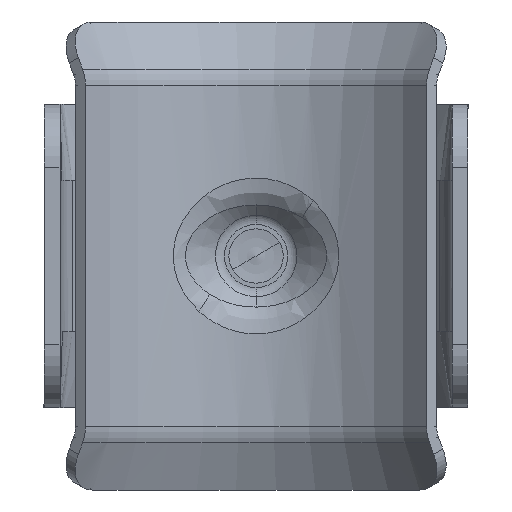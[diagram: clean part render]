
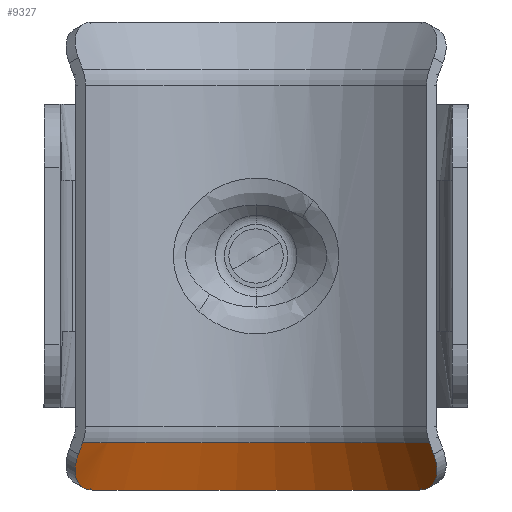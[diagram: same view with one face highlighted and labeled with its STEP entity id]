
A CAD part, front view. The second image highlights one B-rep face of the part: STEP entity #9327.
In plain terms, the highlighted conical face has half-angle 25 degrees and reference radius 17.281 mm.
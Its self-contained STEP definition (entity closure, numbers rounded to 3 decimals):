
#154 = LINE ( 'NONE', #8007, #11487 ) ;
#294 = AXIS2_PLACEMENT_3D ( 'NONE', #8165, #2695, #9010 ) ;
#609 = CARTESIAN_POINT ( 'NONE',  ( 0., -20.25, -14.768 ) ) ;
#705 = CARTESIAN_POINT ( 'NONE',  ( -14.258, -9.178, -16.421 ) ) ;
#736 = CARTESIAN_POINT ( 'NONE',  ( -13.069, -6.428, -18.5 ) ) ;
#764 = EDGE_CURVE ( 'NONE', #7988, #3888, #154, .T. ) ;
#790 = CARTESIAN_POINT ( 'NONE',  ( 13.598, -7.042, -18.36 ) ) ;
#839 = CARTESIAN_POINT ( 'NONE',  ( 14.049, -9.47, -15.684 ) ) ;
#1578 = DIRECTION ( 'NONE',  ( 1., 0., 0. ) ) ;
#1671 = CARTESIAN_POINT ( 'NONE',  ( -14.31, -8.85, -16.944 ) ) ;
#1737 = CARTESIAN_POINT ( 'NONE',  ( 13.069, -6.428, -18.5 ) ) ;
#1777 = CARTESIAN_POINT ( 'NONE',  ( 13.909, -7.523, -18.137 ) ) ;
#1952 = ORIENTED_EDGE ( 'NONE', *, *, #3355, .F. ) ;
#2411 = LINE ( 'NONE', #5770, #4620 ) ;
#2622 = CARTESIAN_POINT ( 'NONE',  ( -14.27, -8.453, -17.414 ) ) ;
#2633 = ORIENTED_EDGE ( 'NONE', *, *, #6415, .T. ) ;
#2677 = CARTESIAN_POINT ( 'NONE',  ( -12.917, -6.287, -18.5 ) ) ;
#2695 = DIRECTION ( 'NONE',  ( 0., 0., 1. ) ) ;
#2711 = CARTESIAN_POINT ( 'NONE',  ( 14.136, -8.003, -17.817 ) ) ;
#3026 = DIRECTION ( 'NONE',  ( -0.335, 0.257, -0.906 ) ) ;
#3149 = CARTESIAN_POINT ( 'NONE',  ( -14.049, -9.47, -15.684 ) ) ;
#3312 = EDGE_CURVE ( 'NONE', #10917, #4340, #10365, .T. ) ;
#3355 = EDGE_CURVE ( 'NONE', #3389, #4340, #9305, .T. ) ;
#3389 = VERTEX_POINT ( 'NONE', #11484 ) ;
#3537 = CARTESIAN_POINT ( 'NONE',  ( -14.119, -9.416, -15.873 ) ) ;
#3576 = CARTESIAN_POINT ( 'NONE',  ( -14.137, -8.004, -17.816 ) ) ;
#3671 = CARTESIAN_POINT ( 'NONE',  ( 14.27, -8.451, -17.416 ) ) ;
#3702 = DIRECTION ( 'NONE',  ( 0., 0., -1. ) ) ;
#3888 = VERTEX_POINT ( 'NONE', #7830 ) ;
#4340 = VERTEX_POINT ( 'NONE', #2677 ) ;
#4361 = EDGE_CURVE ( 'NONE', #3389, #3888, #8156, .T. ) ;
#4452 = CARTESIAN_POINT ( 'NONE',  ( -14.049, -9.47, -15.684 ) ) ;
#4470 = FACE_OUTER_BOUND ( 'NONE', #7693, .T. ) ;
#4495 = CARTESIAN_POINT ( 'NONE',  ( -13.91, -7.524, -18.136 ) ) ;
#4549 = CARTESIAN_POINT ( 'NONE',  ( 12.917, -6.287, -18.5 ) ) ;
#4585 = CARTESIAN_POINT ( 'NONE',  ( 14.31, -8.849, -16.945 ) ) ;
#4620 = VECTOR ( 'NONE', #3026, 1000. ) ;
#4704 = ORIENTED_EDGE ( 'NONE', *, *, #7544, .T. ) ;
#5290 = ORIENTED_EDGE ( 'NONE', *, *, #764, .F. ) ;
#5402 = CARTESIAN_POINT ( 'NONE',  ( -13.599, -7.043, -18.359 ) ) ;
#5421 = ORIENTED_EDGE ( 'NONE', *, *, #3312, .T. ) ;
#5472 = VERTEX_POINT ( 'NONE', #7556 ) ;
#5497 = CARTESIAN_POINT ( 'NONE',  ( 14.258, -9.177, -16.423 ) ) ;
#5770 = CARTESIAN_POINT ( 'NONE',  ( -18.206, -6.28, -26.92 ) ) ;
#6288 = CARTESIAN_POINT ( 'NONE',  ( -14.174, -9.347, -16.058 ) ) ;
#6325 = CARTESIAN_POINT ( 'NONE',  ( -13.212, -6.575, -18.482 ) ) ;
#6387 = CARTESIAN_POINT ( 'NONE',  ( 13.475, -6.881, -18.413 ) ) ;
#6415 = EDGE_CURVE ( 'NONE', #5472, #10917, #2411, .T. ) ;
#6420 = DIRECTION ( 'NONE',  ( -1., 0., 0. ) ) ;
#6421 = CARTESIAN_POINT ( 'NONE',  ( 14.119, -9.416, -15.873 ) ) ;
#6583 = CONICAL_SURFACE ( 'NONE', #11219, 17.281, 0.436 ) ;
#7085 = DIRECTION ( 'NONE',  ( 0., 0., 1. ) ) ;
#7177 = CARTESIAN_POINT ( 'NONE',  ( -14.286, -9.076, -16.602 ) ) ;
#7216 = CARTESIAN_POINT ( 'NONE',  ( -12.917, -6.287, -18.5 ) ) ;
#7258 = CARTESIAN_POINT ( 'NONE',  ( 13.815, -7.363, -18.222 ) ) ;
#7544 = EDGE_CURVE ( 'NONE', #7988, #5472, #7877, .T. ) ;
#7556 = CARTESIAN_POINT ( 'NONE',  ( -13.71, -9.73, -14.768 ) ) ;
#7693 = EDGE_LOOP ( 'NONE', ( #2633, #5421, #1952, #8369, #5290, #4704 ) ) ;
#7830 = CARTESIAN_POINT ( 'NONE',  ( 14.049, -9.47, -15.684 ) ) ;
#7877 = CIRCLE ( 'NONE', #8572, 17.281 ) ;
#7988 = VERTEX_POINT ( 'NONE', #9255 ) ;
#8007 = CARTESIAN_POINT ( 'NONE',  ( 18.206, -6.28, -26.92 ) ) ;
#8088 = CARTESIAN_POINT ( 'NONE',  ( -14.307, -8.725, -17.107 ) ) ;
#8156 = B_SPLINE_CURVE_WITH_KNOTS ( 'NONE', 3,
 ( #4549, #1737, #11466, #6387, #790, #7258, #1777, #8182, #2711, #9027, #3671, #9815, #4585, #10635, #5497, #11500, #6421, #839 ),
 .UNSPECIFIED., .F., .F.,
 ( 4, 2, 2, 2, 2, 2, 2, 2, 4 ),
 ( 0., 0.001, 0.001, 0.002, 0.002, 0.003, 0.004, 0.004, 0.005 ),
 .UNSPECIFIED. ) ;
#8165 = CARTESIAN_POINT ( 'NONE',  ( 0., -20.25, -18.5 ) ) ;
#8182 = CARTESIAN_POINT ( 'NONE',  ( 14.07, -7.844, -17.934 ) ) ;
#8216 = CARTESIAN_POINT ( 'NONE',  ( 0., -20.25, -14.768 ) ) ;
#8369 = ORIENTED_EDGE ( 'NONE', *, *, #4361, .T. ) ;
#8572 = AXIS2_PLACEMENT_3D ( 'NONE', #609, #7085, #1578 ) ;
#8932 = CARTESIAN_POINT ( 'NONE',  ( -14.236, -8.306, -17.558 ) ) ;
#9010 = DIRECTION ( 'NONE',  ( 1., 0., 0. ) ) ;
#9027 = CARTESIAN_POINT ( 'NONE',  ( 14.236, -8.305, -17.559 ) ) ;
#9255 = CARTESIAN_POINT ( 'NONE',  ( 13.71, -9.73, -14.768 ) ) ;
#9305 = CIRCLE ( 'NONE', #294, 19.021 ) ;
#9327 = ADVANCED_FACE ( 'NONE', ( #4470 ), #6583, .F. ) ;
#9734 = CARTESIAN_POINT ( 'NONE',  ( -14.071, -7.847, -17.932 ) ) ;
#9803 = DIRECTION ( 'NONE',  ( 0.335, 0.257, -0.906 ) ) ;
#9815 = CARTESIAN_POINT ( 'NONE',  ( 14.307, -8.724, -17.108 ) ) ;
#10365 = B_SPLINE_CURVE_WITH_KNOTS ( 'NONE', 3,
 ( #4452, #3537, #6288, #705, #7177, #1671, #8088, #2622, #8932, #3576, #9734, #4495, #10540, #5402, #11412, #6325, #736, #7216 ),
 .UNSPECIFIED., .F., .F.,
 ( 4, 2, 2, 2, 2, 2, 2, 2, 4 ),
 ( 0., 0.001, 0.001, 0.002, 0.002, 0.003, 0.004, 0.004, 0.005 ),
 .UNSPECIFIED. ) ;
#10540 = CARTESIAN_POINT ( 'NONE',  ( -13.815, -7.363, -18.221 ) ) ;
#10635 = CARTESIAN_POINT ( 'NONE',  ( 14.286, -9.075, -16.604 ) ) ;
#10917 = VERTEX_POINT ( 'NONE', #3149 ) ;
#11219 = AXIS2_PLACEMENT_3D ( 'NONE', #8216, #3702, #6420 ) ;
#11412 = CARTESIAN_POINT ( 'NONE',  ( -13.476, -6.882, -18.412 ) ) ;
#11466 = CARTESIAN_POINT ( 'NONE',  ( 13.211, -6.575, -18.482 ) ) ;
#11484 = CARTESIAN_POINT ( 'NONE',  ( 12.917, -6.287, -18.5 ) ) ;
#11487 = VECTOR ( 'NONE', #9803, 1000. ) ;
#11500 = CARTESIAN_POINT ( 'NONE',  ( 14.174, -9.347, -16.058 ) ) ;
